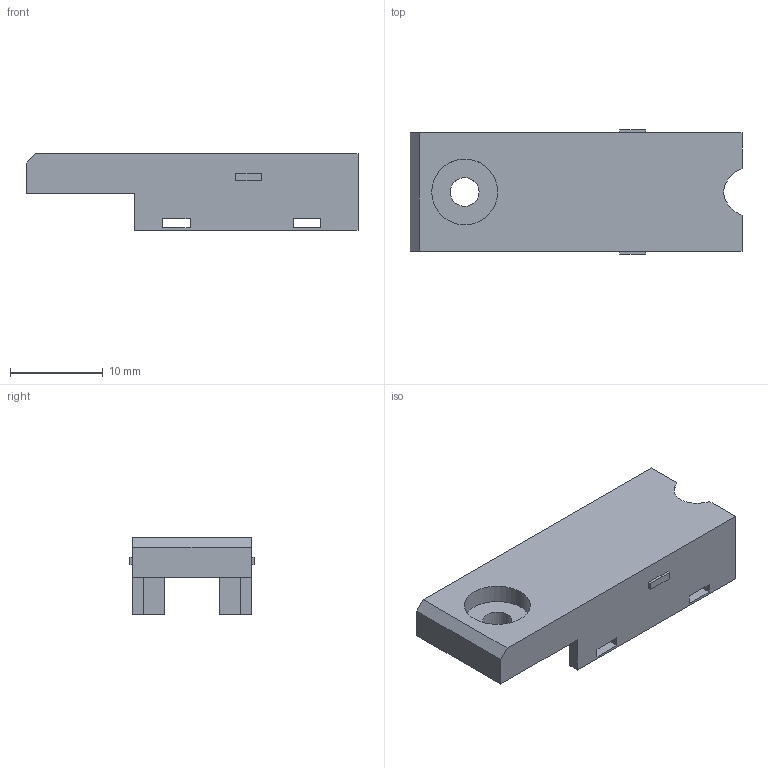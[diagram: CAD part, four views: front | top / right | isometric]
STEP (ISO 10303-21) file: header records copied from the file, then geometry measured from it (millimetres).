
FILE_DESCRIPTION(('FreeCAD Model'),'2;1');
FILE_NAME('Open CASCADE Shape Model','2022-02-10T14:30:28',('Author'),( ''),'Open CASCADE STEP processor 7.5','FreeCAD','Unknown');
FILE_SCHEMA(('AUTOMOTIVE_DESIGN { 1 0 10303 214 1 1 1 1 }'));
Length unit declared in the file: millimetre
Products named in the file (1): Limit_Switch_Housing_With_Chamfer
Bounding box: 35.8 x 13.4 x 8.25 mm (x, y, z)
Volume: 1254.8 mm3; surface area: 2000.3 mm2
Topology: 1 solids, 1 shells, 56 faces, 149 edges, 98 vertices
Faces by surface type: plane 53, cylinder 3
Full cylindrical faces by diameter (mm): 3.1 x1, 7.1 x1
Entity records: 3638 total; most frequent: CARTESIAN_POINT 776, DIRECTION 459, LINE 309, VECTOR 309, ORIENTED_EDGE 298, PCURVE 298, DEFINITIONAL_REPRESENTATION 298, EDGE_CURVE 149
